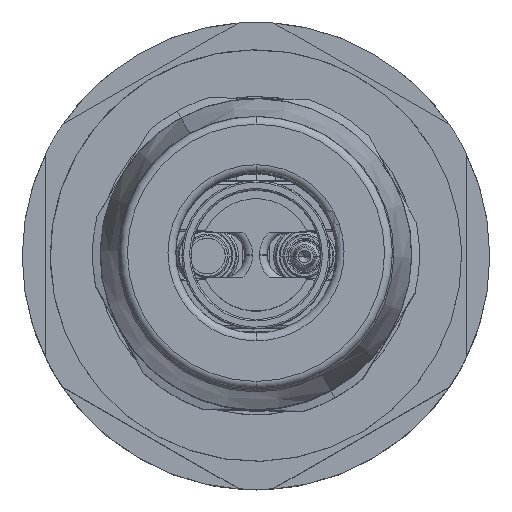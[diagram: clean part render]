
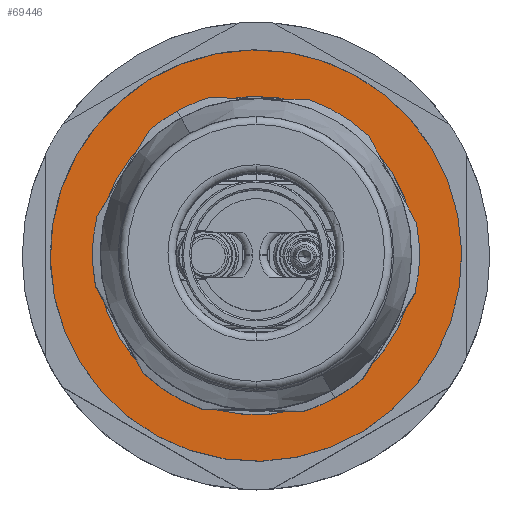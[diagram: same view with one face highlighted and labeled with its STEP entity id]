
A CAD part, top view. The second image highlights one B-rep face of the part: STEP entity #69446.
In plain terms, the highlighted planar face has unit normal (0, 0, 1).
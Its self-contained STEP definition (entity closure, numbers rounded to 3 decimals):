
#69228=AXIS2_PLACEMENT_3D('Circle Axis2P3D',#69226,#69227,$) ;
#69422=AXIS2_PLACEMENT_3D('Plane Axis2P3D',#69419,#69420,#69421) ;
#69426=AXIS2_PLACEMENT_3D('Circle Axis2P3D',#69424,#69425,$) ;
#69435=AXIS2_PLACEMENT_3D('Circle Axis2P3D',#69433,#69434,$) ;
#69226=CARTESIAN_POINT('Axis2P3D Location',(15.,15.,28.423)) ;
#69230=CARTESIAN_POINT('Vertex',(6.268,9.68,28.423)) ;
#69232=CARTESIAN_POINT('Vertex',(23.732,20.32,28.423)) ;
#69258=CARTESIAN_POINT('Control Point',(23.732,20.32,28.423)) ;
#69259=CARTESIAN_POINT('Control Point',(24.568,18.948,28.423)) ;
#69260=CARTESIAN_POINT('Control Point',(25.134,17.413,28.423)) ;
#69261=CARTESIAN_POINT('Control Point',(25.388,15.783,28.423)) ;
#69262=CARTESIAN_POINT('Control Point',(25.243,12.513,28.423)) ;
#69263=CARTESIAN_POINT('Control Point',(23.872,9.54,28.423)) ;
#69264=CARTESIAN_POINT('Control Point',(22.899,8.209,28.423)) ;
#69265=CARTESIAN_POINT('Control Point',(20.484,5.999,28.423)) ;
#69266=CARTESIAN_POINT('Control Point',(17.413,4.866,28.423)) ;
#69267=CARTESIAN_POINT('Control Point',(15.783,4.612,28.423)) ;
#69268=CARTESIAN_POINT('Control Point',(12.513,4.757,28.423)) ;
#69269=CARTESIAN_POINT('Control Point',(9.54,6.128,28.423)) ;
#69270=CARTESIAN_POINT('Control Point',(8.209,7.101,28.423)) ;
#69271=CARTESIAN_POINT('Control Point',(7.104,8.308,28.423)) ;
#69272=CARTESIAN_POINT('Control Point',(6.268,9.68,28.423)) ;
#69419=CARTESIAN_POINT('Axis2P3D Location',(9.888,6.145,28.423)) ;
#69424=CARTESIAN_POINT('Axis2P3D Location',(15.,15.,28.423)) ;
#69428=CARTESIAN_POINT('Vertex',(3.727,8.132,28.423)) ;
#69430=CARTESIAN_POINT('Vertex',(26.273,21.868,28.423)) ;
#69433=CARTESIAN_POINT('Axis2P3D Location',(15.,15.,28.423)) ;
#69227=DIRECTION('Axis2P3D Direction',(0.,0.,-1.)) ;
#69420=DIRECTION('Axis2P3D Direction',(0.,0.,-1.)) ;
#69421=DIRECTION('Axis2P3D XDirection',(-0.866,0.5,0.)) ;
#69425=DIRECTION('Axis2P3D Direction',(0.,0.,-1.)) ;
#69434=DIRECTION('Axis2P3D Direction',(0.,0.,-1.)) ;
#69439=ORIENTED_EDGE('',*,*,#69432,.F.) ;
#69440=ORIENTED_EDGE('',*,*,#69437,.F.) ;
#69443=ORIENTED_EDGE('',*,*,#69273,.T.) ;
#69444=ORIENTED_EDGE('',*,*,#69234,.T.) ;
#69445=FACE_BOUND('',#69442,.T.) ;
#69446=ADVANCED_FACE('Hauptk\X2\00F6\X0\rper',(#69441,#69445),#69423,.F.) ;
#69257=B_SPLINE_CURVE_WITH_KNOTS('',5,(#69258,#69259,#69260,#69261,#69262,#69263,#69264,#69265,#69266,#69267,#69268,#69269,#69270,#69271,#69272),.UNSPECIFIED.,.F.,.U.,(6,3,3,3,6),(-16.061,-8.031,0.,8.031,16.061),.UNSPECIFIED.) ;
#69229=CIRCLE('generated circle',#69228,10.225) ;
#69427=CIRCLE('generated circle',#69426,13.2) ;
#69436=CIRCLE('generated circle',#69435,13.2) ;
#69234=EDGE_CURVE('',#69231,#69233,#69229,.T.) ;
#69273=EDGE_CURVE('',#69233,#69231,#69257,.T.) ;
#69432=EDGE_CURVE('',#69429,#69431,#69427,.T.) ;
#69437=EDGE_CURVE('',#69431,#69429,#69436,.T.) ;
#69438=EDGE_LOOP('',(#69439,#69440)) ;
#69442=EDGE_LOOP('',(#69443,#69444)) ;
#69441=FACE_OUTER_BOUND('',#69438,.T.) ;
#69423=PLANE('',#69422) ;
#69231=VERTEX_POINT('',#69230) ;
#69233=VERTEX_POINT('',#69232) ;
#69429=VERTEX_POINT('',#69428) ;
#69431=VERTEX_POINT('',#69430) ;
